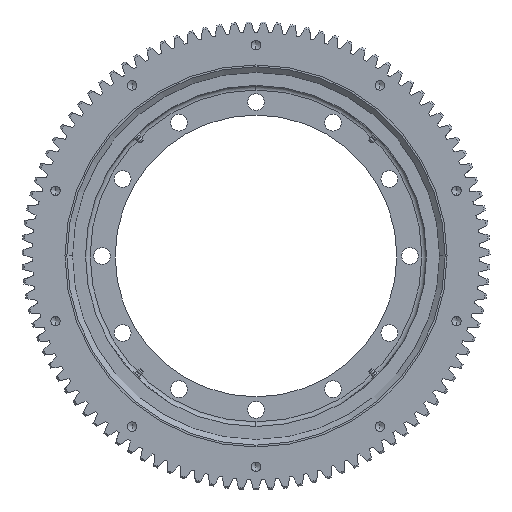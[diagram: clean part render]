
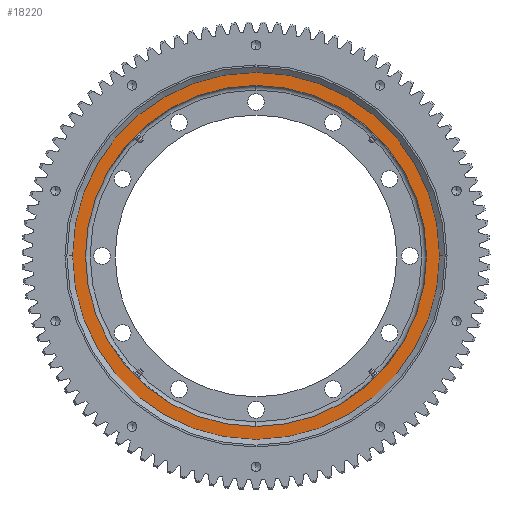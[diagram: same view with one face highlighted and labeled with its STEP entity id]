
A CAD part, front view. The second image highlights one B-rep face of the part: STEP entity #18220.
In plain terms, the highlighted planar face has unit normal (0, -1, 0).
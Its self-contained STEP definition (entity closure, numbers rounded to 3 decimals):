
#1215 = AXIS2_PLACEMENT_3D ( 'NONE', #14796, #14614, #14343 ) ;
#2014 = DIRECTION ( 'NONE',  ( 0., 0., 1. ) ) ;
#2129 = CARTESIAN_POINT ( 'NONE',  ( 0., -18., 203.25 ) ) ;
#2191 = VERTEX_POINT ( 'NONE', #16917 ) ;
#2304 = DIRECTION ( 'NONE',  ( 0., 1., 0. ) ) ;
#2400 = CARTESIAN_POINT ( 'NONE',  ( 0., -18., 0. ) ) ;
#4488 = AXIS2_PLACEMENT_3D ( 'NONE', #2400, #2304, #2014 ) ;
#5328 = FACE_OUTER_BOUND ( 'NONE', #15489, .T. ) ;
#6698 = CARTESIAN_POINT ( 'NONE',  ( 0., -18., -184. ) ) ;
#7552 = VERTEX_POINT ( 'NONE', #6698 ) ;
#8533 = AXIS2_PLACEMENT_3D ( 'NONE', #12757, #11168, #9243 ) ;
#9191 = ORIENTED_EDGE ( 'NONE', *, *, #9494, .T. ) ;
#9243 = DIRECTION ( 'NONE',  ( 0., 0., 1. ) ) ;
#9291 = DIRECTION ( 'NONE',  ( 0., 1., 0. ) ) ;
#9296 = CARTESIAN_POINT ( 'NONE',  ( 0., -18., 0. ) ) ;
#9382 = DIRECTION ( 'NONE',  ( 0., 0., 1. ) ) ;
#9494 = EDGE_CURVE ( 'NONE', #7552, #19850, #25735, .T. ) ;
#10946 = FACE_BOUND ( 'NONE', #25872, .T. ) ;
#11168 = DIRECTION ( 'NONE',  ( 0., 1., 0. ) ) ;
#12757 = CARTESIAN_POINT ( 'NONE',  ( 0., -18., 152. ) ) ;
#12770 = DIRECTION ( 'NONE',  ( 0., 0., 1. ) ) ;
#12896 = DIRECTION ( 'NONE',  ( 0., 1., 0. ) ) ;
#13078 = CARTESIAN_POINT ( 'NONE',  ( 0., -18., 0. ) ) ;
#13132 = ORIENTED_EDGE ( 'NONE', *, *, #19196, .F. ) ;
#13389 = EDGE_CURVE ( 'NONE', #23974, #2191, #20924, .T. ) ;
#13601 = CIRCLE ( 'NONE', #25402, 203.25 ) ;
#14227 = ORIENTED_EDGE ( 'NONE', *, *, #21022, .T. ) ;
#14343 = DIRECTION ( 'NONE',  ( 0., 0., 1. ) ) ;
#14614 = DIRECTION ( 'NONE',  ( 0., 1., 0. ) ) ;
#14796 = CARTESIAN_POINT ( 'NONE',  ( 0., -18., 0. ) ) ;
#15489 = EDGE_LOOP ( 'NONE', ( #19358, #13132 ) ) ;
#16917 = CARTESIAN_POINT ( 'NONE',  ( 0., -18., -203.25 ) ) ;
#18126 = CARTESIAN_POINT ( 'NONE',  ( 0., -18., 184. ) ) ;
#18220 = ADVANCED_FACE ( 'NONE', ( #10946, #5328 ), #26408, .F. ) ;
#19196 = EDGE_CURVE ( 'NONE', #2191, #23974, #13601, .T. ) ;
#19358 = ORIENTED_EDGE ( 'NONE', *, *, #13389, .F. ) ;
#19850 = VERTEX_POINT ( 'NONE', #18126 ) ;
#20480 = CIRCLE ( 'NONE', #4488, 184. ) ;
#20881 = AXIS2_PLACEMENT_3D ( 'NONE', #13078, #12896, #12770 ) ;
#20924 = CIRCLE ( 'NONE', #20881, 203.25 ) ;
#21022 = EDGE_CURVE ( 'NONE', #19850, #7552, #20480, .T. ) ;
#23974 = VERTEX_POINT ( 'NONE', #2129 ) ;
#25402 = AXIS2_PLACEMENT_3D ( 'NONE', #9296, #9291, #9382 ) ;
#25735 = CIRCLE ( 'NONE', #1215, 184. ) ;
#25872 = EDGE_LOOP ( 'NONE', ( #14227, #9191 ) ) ;
#26408 = PLANE ( 'NONE',  #8533 ) ;
